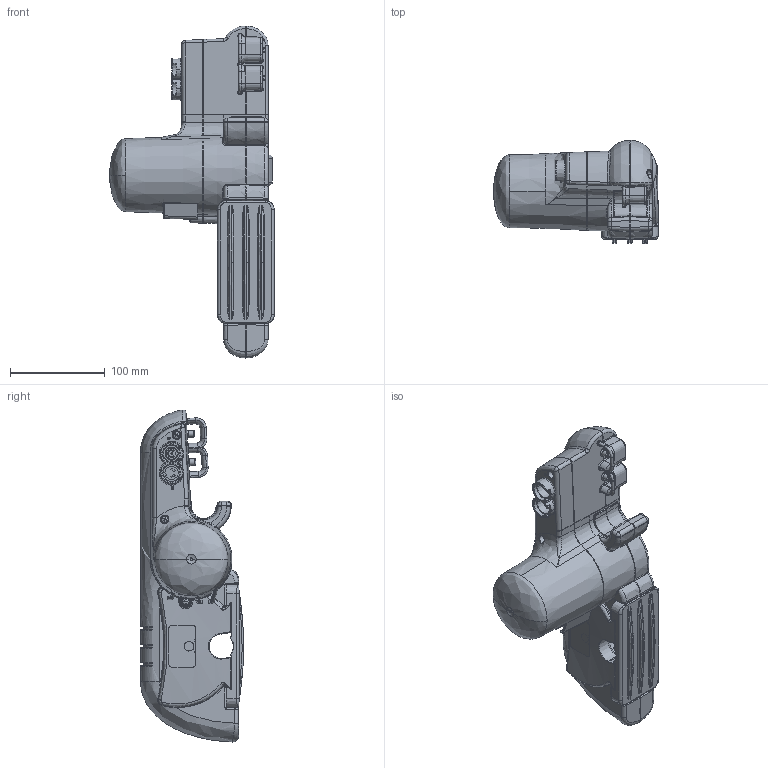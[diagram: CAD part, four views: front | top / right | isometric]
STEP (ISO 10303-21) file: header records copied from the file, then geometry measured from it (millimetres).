
FILE_DESCRIPTION (( 'STEP AP203' ), '1' );
FILE_NAME ('Unomat.STEP', '2012-05-02T08:56:36', ( '.' ), ( '.' ), 'SwSTEP 2.0', 'SolidWorks 2008', '' );
FILE_SCHEMA (( 'CONFIG_CONTROL_DESIGN' ));
Length unit declared in the file: millimetre
Products named in the file (1): Unomat
Bounding box: 174.05 x 108.81 x 350.59 mm (x, y, z)
Volume: 2069647.6 mm3; surface area: 170121.7 mm2
Topology: 1 solids, 3 shells, 1563 faces, 3836 edges, 2299 vertices
Faces by surface type: bspline 526, plane 437, cylinder 338, torus 123, cone 107, sphere 32
Entity records: 66537 total; most frequent: CARTESIAN_POINT 34178, ORIENTED_EDGE 7634, DIRECTION 5718, EDGE_CURVE 3817, VERTEX_POINT 2299, AXIS2_PLACEMENT_3D 2169, EDGE_LOOP 1610, FACE_OUTER_BOUND 1563
